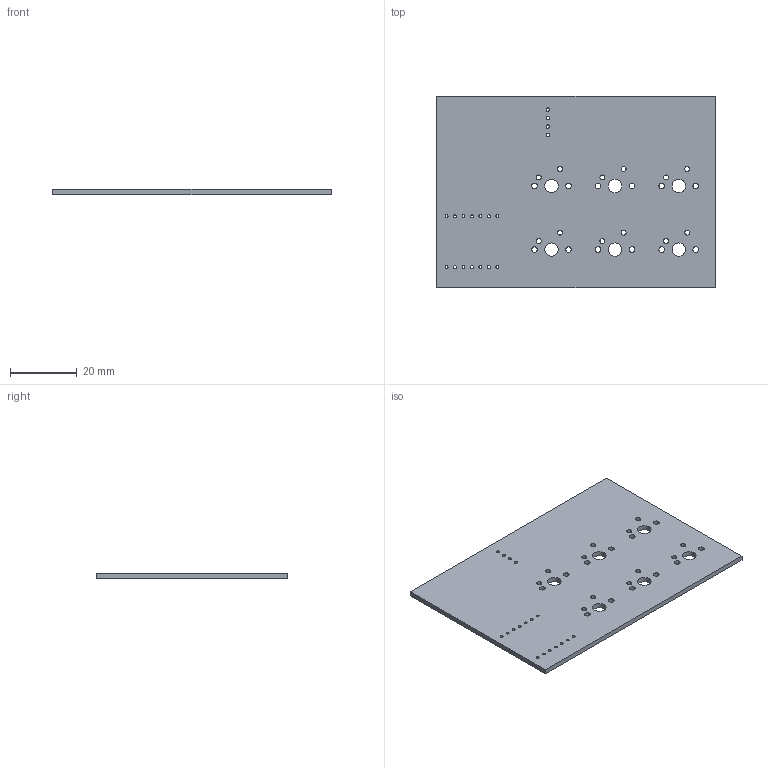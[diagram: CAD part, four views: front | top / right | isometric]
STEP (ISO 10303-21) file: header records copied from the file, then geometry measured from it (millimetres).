
FILE_DESCRIPTION(('KiCad electronic assembly'),'2;1');
FILE_NAME('Macropad.step','2026-01-02T06:36:48',('Pcbnew'),('Kicad'), 'Open CASCADE STEP processor 7.9','KiCad to STEP converter','Unknown' );
FILE_SCHEMA(('AUTOMOTIVE_DESIGN { 1 0 10303 214 1 1 1 1 }'));
Length unit declared in the file: millimetre
Products named in the file (2): Macropad 1; Macropad_PCB
Assembly tree (1 placements, depth 2):
  Macropad 1
    Macropad_PCB
Bounding box: 83.4 x 57.2 x 1.51 mm (x, y, z)
Volume: 6998.6 mm3; surface area: 10068.3 mm2
Topology: 1 solids, 1 shells, 54 faces, 156 edges, 104 vertices
Faces by surface type: cylinder 48, plane 6
Full cylindrical faces by diameter (mm): 0.889 x14, 1 x4, 1.5 x12, 1.7 x12, 4 x6
Entity records: 2065 total; most frequent: DIRECTION 364, CARTESIAN_POINT 316, ORIENTED_EDGE 312, EDGE_CURVE 156, AXIS2_PLACEMENT_3D 152, FACE_BOUND 150, EDGE_LOOP 150, VERTEX_POINT 104
